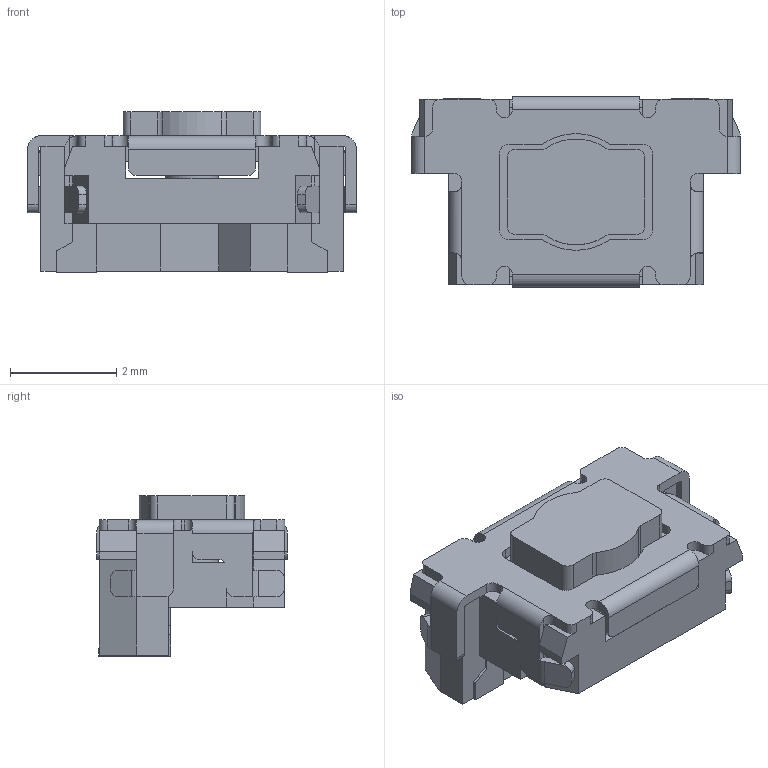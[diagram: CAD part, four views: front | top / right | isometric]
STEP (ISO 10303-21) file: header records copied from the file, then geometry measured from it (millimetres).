
FILE_DESCRIPTION((' '),'2;1');
FILE_NAME('TL4100AFxxxQG.stp','2017-08-03T08:55:09',(' '),(' '),' ','ACIS',' ');
FILE_SCHEMA(('CONFIG_CONTROL_DESIGN'));
Length unit declared in the file: inch
Products named in the file (1): TL4100AFxxxQG.stp
Bounding box: 6.2 x 3.6 x 3.02 mm (x, y, z)
Volume: 27.7 mm3; surface area: 146.1 mm2
Topology: 1 solids, 1 shells, 310 faces, 891 edges, 580 vertices
Faces by surface type: plane 209, cylinder 101
Full cylindrical faces by diameter (mm): 1 x1
Entity records: 10253 total; most frequent: CARTESIAN_POINT 1827, ORIENTED_EDGE 1780, DIRECTION 1720, EDGE_CURVE 890, VECTOR 674, LINE 674, VERTEX_POINT 580, AXIS2_PLACEMENT_3D 523
